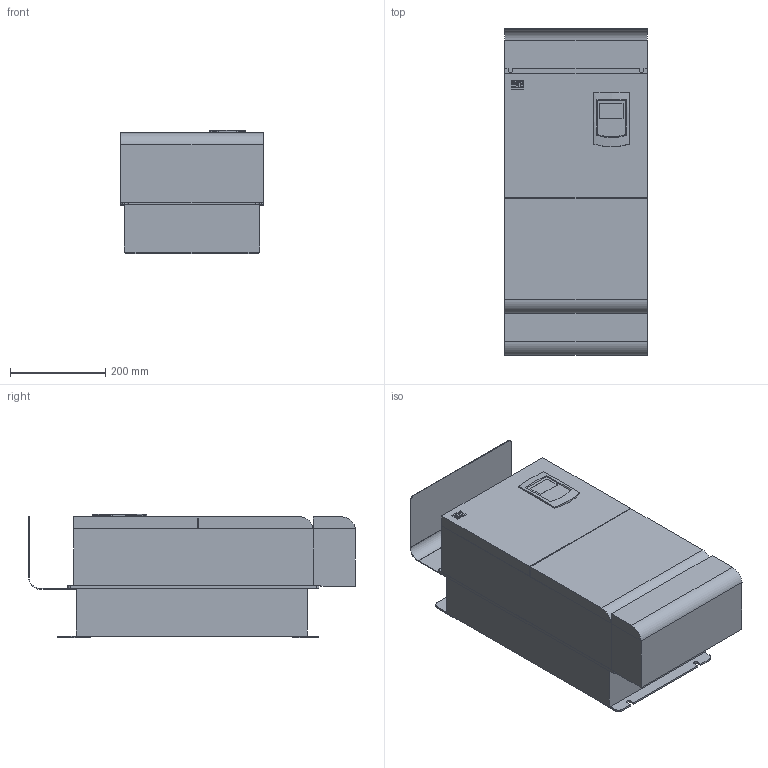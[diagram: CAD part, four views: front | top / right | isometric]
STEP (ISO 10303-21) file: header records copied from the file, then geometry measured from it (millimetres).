
FILE_DESCRIPTION (( 'STEP AP214' ), '1' );
FILE_NAME ('CFW500F Nema I nc.STEP', '2021-07-07T18:20:00', ( '' ), ( '' ), 'SwSTEP 2.0', 'SolidWorks 2017', '' );
FILE_SCHEMA (( 'AUTOMOTIVE_DESIGN' ));
Length unit declared in the file: inch
Products named in the file (1): CFW500F Nema I nc
Bounding box: 300 x 686.6 x 259.42 mm (x, y, z)
Volume: 40625890.6 mm3; surface area: 1413620.1 mm2
Topology: 5 solids, 5 shells, 180 faces, 476 edges, 316 vertices
Faces by surface type: plane 143, cylinder 34, cone 2, bspline 1
Entity records: 5689 total; most frequent: CARTESIAN_POINT 1080, ORIENTED_EDGE 952, DIRECTION 894, EDGE_CURVE 476, VECTOR 394, LINE 394, VERTEX_POINT 316, AXIS2_PLACEMENT_3D 250
